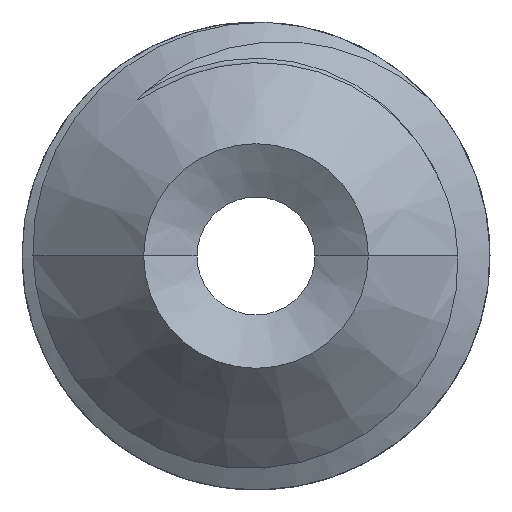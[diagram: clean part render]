
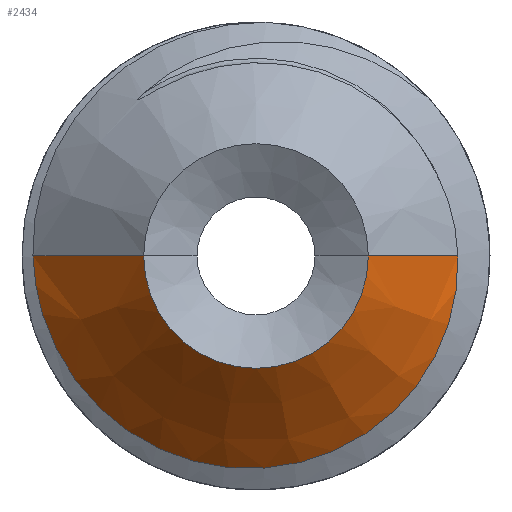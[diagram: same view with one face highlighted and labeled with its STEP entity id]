
A CAD part, left-side view. The second image highlights one B-rep face of the part: STEP entity #2434.
In plain terms, the highlighted conical face has half-angle 45 degrees and reference radius 2.276 mm.
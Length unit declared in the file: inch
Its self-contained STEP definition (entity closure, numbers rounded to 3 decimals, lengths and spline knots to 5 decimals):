
#911=CARTESIAN_POINT('',(0.04785,-0.10785,0.));
#912=CARTESIAN_POINT('',(0.04803,-0.10803,
-0.00544));
#913=CARTESIAN_POINT('',(0.04839,-0.10757,
-0.01638));
#914=CARTESIAN_POINT('',(0.04894,-0.10438,
-0.03261));
#915=CARTESIAN_POINT('',(0.04948,-0.0988,
-0.04813));
#916=CARTESIAN_POINT('',(0.05003,-0.09088,
-0.06276));
#917=CARTESIAN_POINT('',(0.05057,-0.08085,
-0.07603));
#918=CARTESIAN_POINT('',(0.05111,-0.06884,
-0.08775));
#919=CARTESIAN_POINT('',(0.05165,-0.05525,
-0.09751));
#920=CARTESIAN_POINT('',(0.0522,-0.04017,
-0.10521));
#921=CARTESIAN_POINT('',(0.05273,-0.0242,
-0.11054));
#922=CARTESIAN_POINT('',(0.05328,-0.00735,
-0.11346));
#923=CARTESIAN_POINT('',(0.05381,0.00961,
-0.11383));
#924=CARTESIAN_POINT('',(0.05435,0.02661,
-0.11165));
#925=CARTESIAN_POINT('',(0.05489,0.04304,
-0.10698));
#926=CARTESIAN_POINT('',(0.05543,0.05879,
-0.09983));
#927=CARTESIAN_POINT('',(0.05596,0.07322,
-0.09047));
#928=CARTESIAN_POINT('',(0.0565,0.08626,
-0.07894));
#929=CARTESIAN_POINT('',(0.05703,0.0974,
-0.06566));
#930=CARTESIAN_POINT('',(0.05757,0.10655,
-0.05072));
#931=CARTESIAN_POINT('',(0.05811,0.1134,
-0.03451));
#932=CARTESIAN_POINT('',(0.05864,0.11777,
-0.01755));
#933=CARTESIAN_POINT('',(0.05899,0.11899,
-0.00586));
#934=CARTESIAN_POINT('',(0.05917,0.11917,0.));
#1077=CARTESIAN_POINT('',(0.,0.,0.));
#1078=DIRECTION('',(-1.,0.,0.));
#1079=DIRECTION('',(0.,1.,0.));
#1080=AXIS2_PLACEMENT_3D('',#1077,#1078,#1079);
#1082=DIRECTION('',(0.707,0.707,0.));
#1083=VECTOR('',#1082,0.08368);
#1084=CARTESIAN_POINT('',(0.,0.06,0.));
#1085=LINE('',#1084,#1083);
#1086=DIRECTION('',(0.707,-0.707,0.));
#1087=VECTOR('',#1086,0.06767);
#1088=CARTESIAN_POINT('',(0.,-0.06,0.));
#1089=LINE('',#1088,#1087);
#1573=CARTESIAN_POINT('',(0.,0.06,0.));
#1574=CARTESIAN_POINT('',(0.05917,0.11917,0.));
#1575=VERTEX_POINT('',#1573);
#1576=VERTEX_POINT('',#1574);
#1577=CARTESIAN_POINT('',(0.,-0.06,0.));
#1578=CARTESIAN_POINT('',(0.04785,-0.10785,0.));
#1579=VERTEX_POINT('',#1577);
#1580=VERTEX_POINT('',#1578);
#2420=CARTESIAN_POINT('',(0.02958,0.,0.));
#2421=DIRECTION('',(1.,0.,0.));
#2422=DIRECTION('',(0.,-1.,0.));
#2423=AXIS2_PLACEMENT_3D('',#2420,#2421,#2422);
#2424=CONICAL_SURFACE('',#2423,0.08958,45.);
#2426=ORIENTED_EDGE('',*,*,#2425,.F.);
#2428=ORIENTED_EDGE('',*,*,#2427,.T.);
#2430=ORIENTED_EDGE('',*,*,#2429,.T.);
#2431=ORIENTED_EDGE('',*,*,#2405,.T.);
#2432=EDGE_LOOP('',(#2426,#2428,#2430,#2431));
#2433=FACE_OUTER_BOUND('',#2432,.F.);
#935=B_SPLINE_CURVE_WITH_KNOTS('',3,(#911,#912,#913,#914,#915,#916,#917,#918,
#919,#920,#921,#922,#923,#924,#925,#926,#927,#928,#929,#930,#931,#932,#933,
#934),.UNSPECIFIED.,.F.,.F.,(4,1,1,1,1,1,1,1,1,1,1,1,1,1,1,1,1,1,1,1,1,4),(0.,
0.04762,0.09524,0.14286,0.19048,
0.2381,0.28571,0.33333,0.38095,
0.42857,0.47619,0.52381,0.57143,
0.61905,0.66667,0.71429,0.7619,
0.80952,0.85714,0.90476,0.95238,1.),
.UNSPECIFIED.);
#1081=CIRCLE('',#1080,0.06);
#2405=EDGE_CURVE('',#1580,#1576,#935,.T.);
#2425=EDGE_CURVE('',#1575,#1576,#1085,.T.);
#2427=EDGE_CURVE('',#1575,#1579,#1081,.T.);
#2429=EDGE_CURVE('',#1579,#1580,#1089,.T.);
#2434=ADVANCED_FACE('',(#2433),#2424,.T.);
